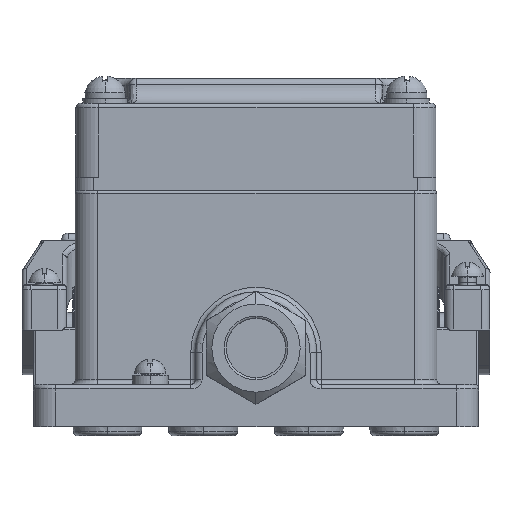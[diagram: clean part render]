
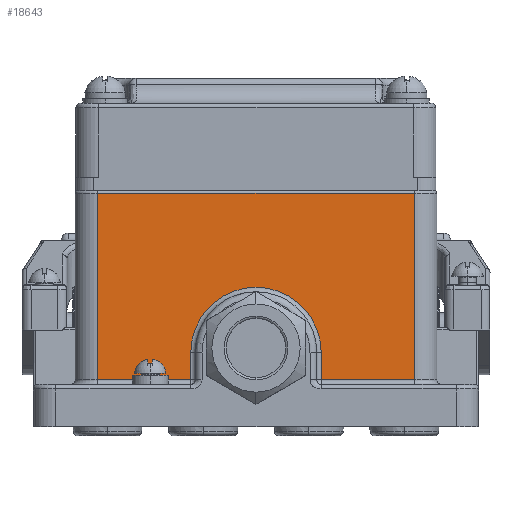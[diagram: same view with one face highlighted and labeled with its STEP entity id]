
A CAD part, left-side view. The second image highlights one B-rep face of the part: STEP entity #18643.
In plain terms, the highlighted planar face has unit normal (-1, 0, 0).
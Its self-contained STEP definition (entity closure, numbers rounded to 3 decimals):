
#953=DIRECTION('',(0.,1.,0.));
#954=VECTOR('',#953,20.7);
#955=CARTESIAN_POINT('',(-98.5,-35.2,10.4));
#956=LINE('',#955,#954);
#957=DIRECTION('',(0.,0.,1.));
#958=VECTOR('',#957,6.1);
#959=CARTESIAN_POINT('',(-98.5,-14.5,10.4));
#960=LINE('',#959,#958);
#961=CARTESIAN_POINT('',(-98.5,0.,16.5));
#962=DIRECTION('',(-1.,0.,0.));
#963=DIRECTION('',(0.,-1.,0.));
#964=AXIS2_PLACEMENT_3D('',#961,#962,#963);
#966=DIRECTION('',(0.,0.,-1.));
#967=VECTOR('',#966,6.1);
#968=CARTESIAN_POINT('',(-98.5,14.5,16.5));
#969=LINE('',#968,#967);
#974=DIRECTION('',(0.,1.,0.));
#975=VECTOR('',#974,70.4);
#976=CARTESIAN_POINT('',(-98.5,-35.2,51.9));
#977=LINE('',#976,#975);
#4121=DIRECTION('',(0.,0.,-1.));
#4122=VECTOR('',#4121,41.5);
#4123=CARTESIAN_POINT('',(-98.5,35.2,51.9));
#4124=LINE('',#4123,#4122);
#5998=DIRECTION('',(0.,0.,1.));
#5999=VECTOR('',#5998,41.5);
#6000=CARTESIAN_POINT('',(-98.5,-35.2,10.4));
#6001=LINE('',#6000,#5999);
#12997=DIRECTION('',(0.,-1.,0.));
#12998=VECTOR('',#12997,20.7);
#12999=CARTESIAN_POINT('',(-98.5,35.2,10.4));
#13000=LINE('',#12999,#12998);
#14384=CARTESIAN_POINT('',(-98.5,-35.2,10.4));
#14385=VERTEX_POINT('',#14384);
#14387=CARTESIAN_POINT('',(-98.5,-14.5,10.4));
#14389=VERTEX_POINT('',#14387);
#14419=CARTESIAN_POINT('',(-98.5,14.5,10.4));
#14421=VERTEX_POINT('',#14419);
#14423=CARTESIAN_POINT('',(-98.5,14.5,16.5));
#14425=VERTEX_POINT('',#14423);
#14426=CARTESIAN_POINT('',(-98.5,-35.2,51.9));
#14427=CARTESIAN_POINT('',(-98.5,35.2,51.9));
#14428=VERTEX_POINT('',#14426);
#14429=VERTEX_POINT('',#14427);
#14430=CARTESIAN_POINT('',(-98.5,-14.5,16.5));
#14431=VERTEX_POINT('',#14430);
#14432=CARTESIAN_POINT('',(-98.5,35.2,10.4));
#14433=VERTEX_POINT('',#14432);
#18623=CARTESIAN_POINT('',(-98.5,0.,31.15));
#18624=DIRECTION('',(1.,0.,0.));
#18625=DIRECTION('',(0.,-1.,0.));
#18626=AXIS2_PLACEMENT_3D('',#18623,#18624,#18625);
#18627=PLANE('',#18626);
#18629=ORIENTED_EDGE('',*,*,#18628,.F.);
#18631=ORIENTED_EDGE('',*,*,#18630,.F.);
#18632=ORIENTED_EDGE('',*,*,#18197,.T.);
#18633=ORIENTED_EDGE('',*,*,#18241,.T.);
#18635=ORIENTED_EDGE('',*,*,#18634,.T.);
#18636=ORIENTED_EDGE('',*,*,#18608,.T.);
#18638=ORIENTED_EDGE('',*,*,#18637,.F.);
#18640=ORIENTED_EDGE('',*,*,#18639,.F.);
#18641=EDGE_LOOP('',(#18629,#18631,#18632,#18633,#18635,#18636,#18638,#18640));
#18642=FACE_OUTER_BOUND('',#18641,.F.);
#18643=ADVANCED_FACE('',(#18642),#18627,.F.);
#965=CIRCLE('',#964,14.5);
#18197=EDGE_CURVE('',#14385,#14389,#956,.T.);
#18241=EDGE_CURVE('',#14389,#14431,#960,.T.);
#18608=EDGE_CURVE('',#14425,#14421,#969,.T.);
#18628=EDGE_CURVE('',#14428,#14429,#977,.T.);
#18630=EDGE_CURVE('',#14385,#14428,#6001,.T.);
#18634=EDGE_CURVE('',#14431,#14425,#965,.T.);
#18637=EDGE_CURVE('',#14433,#14421,#13000,.T.);
#18639=EDGE_CURVE('',#14429,#14433,#4124,.T.);
